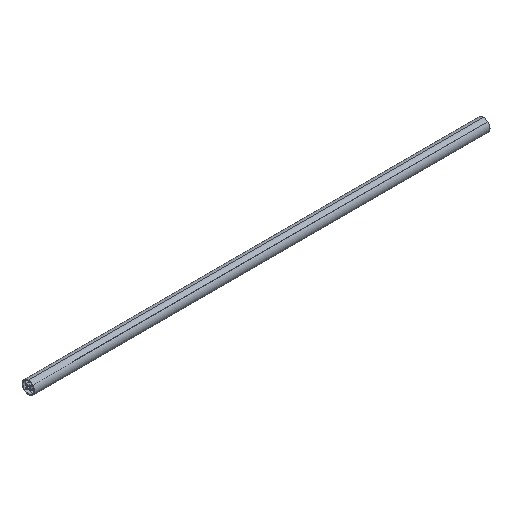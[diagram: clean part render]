
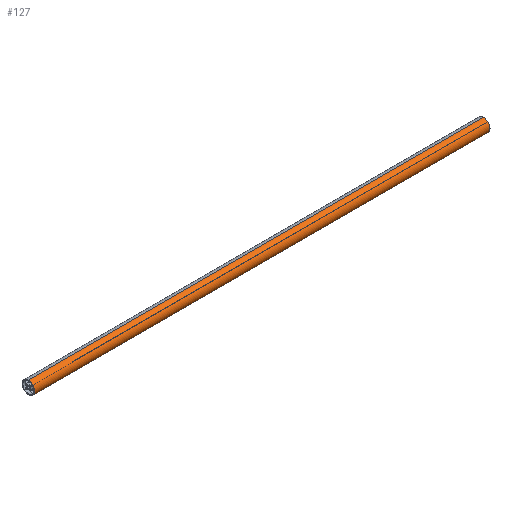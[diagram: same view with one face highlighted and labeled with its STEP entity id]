
A CAD part, isometric view. The second image highlights one B-rep face of the part: STEP entity #127.
In plain terms, the highlighted cylindrical face has radius 14 mm (diameter 28 mm), a partial arc.
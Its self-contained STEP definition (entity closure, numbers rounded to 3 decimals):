
#127=ADVANCED_FACE('',(#250),#251,.T.);
#250=FACE_OUTER_BOUND('',#376,.T.);
#251=CYLINDRICAL_SURFACE('',#377,14.0);
#376=EDGE_LOOP('',(#661,#662,#663,#664));
#377=AXIS2_PLACEMENT_3D('',#665,#666,#667);
#661=ORIENTED_EDGE('',*,*,#746,.T.);
#662=ORIENTED_EDGE('',*,*,#879,.F.);
#663=ORIENTED_EDGE('',*,*,#748,.T.);
#664=ORIENTED_EDGE('',*,*,#880,.F.);
#665=CARTESIAN_POINT('',(500.0,0.0,0.0));
#666=DIRECTION('',(1.0,0.0,0.0));
#667=DIRECTION('',(0.0,0.0,-1.0));
#746=EDGE_CURVE('',#885,#886,#887,.T.);
#748=EDGE_CURVE('',#890,#888,#891,.T.);
#879=EDGE_CURVE('',#890,#886,#1086,.T.);
#880=EDGE_CURVE('',#885,#888,#1087,.T.);
#885=VERTEX_POINT('',#1092);
#886=VERTEX_POINT('',#1093);
#887=LINE('',#1094,#1095);
#888=VERTEX_POINT('',#1096);
#890=VERTEX_POINT('',#1098);
#891=LINE('',#1099,#1100);
#1086=CIRCLE('',#1375,14.0);
#1087=CIRCLE('',#1376,14.0);
#1092=CARTESIAN_POINT('',(0.0,0.0,-14.0));
#1093=CARTESIAN_POINT('',(1000.0,0.0,-14.0));
#1094=CARTESIAN_POINT('',(500.0,0.,-14.0));
#1095=VECTOR('',#1380,1.0);
#1096=CARTESIAN_POINT('',(0.0,0.,14.0));
#1098=CARTESIAN_POINT('',(1000.0,0.,14.0));
#1099=CARTESIAN_POINT('',(500.0,0.,14.0));
#1100=VECTOR('',#1384,1.0);
#1375=AXIS2_PLACEMENT_3D('',#1516,#1517,#1518);
#1376=AXIS2_PLACEMENT_3D('',#1519,#1520,#1521);
#1380=DIRECTION('',(1.0,0.0,0.0));
#1384=DIRECTION('',(-1.0,-0.0,-0.0));
#1516=CARTESIAN_POINT('',(1000.0,0.0,0.0));
#1517=DIRECTION('',(1.0,0.0,0.0));
#1518=DIRECTION('',(0.0,0.0,-1.0));
#1519=CARTESIAN_POINT('',(0.0,0.0,0.0));
#1520=DIRECTION('',(-1.0,0.0,0.0));
#1521=DIRECTION('',(0.0,0.0,-1.0));
